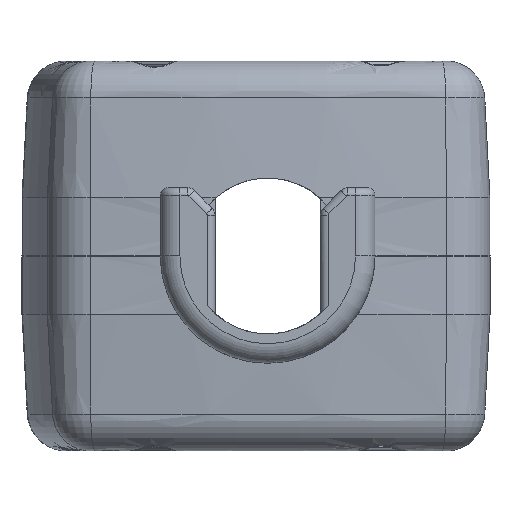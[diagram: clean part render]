
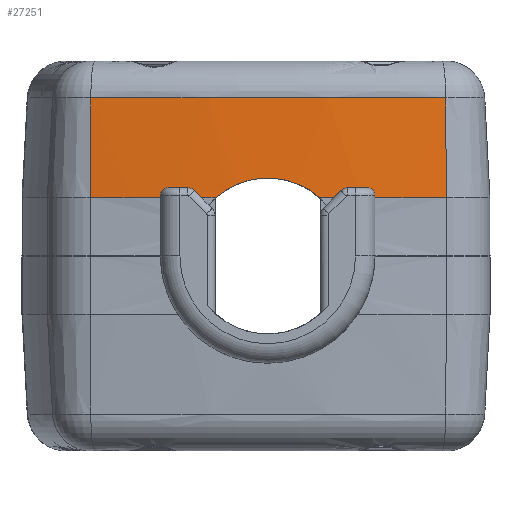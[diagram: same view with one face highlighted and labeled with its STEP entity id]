
A CAD part, left-side view. The second image highlights one B-rep face of the part: STEP entity #27251.
In plain terms, the highlighted conical face has half-angle 3 degrees and reference radius 90 mm.
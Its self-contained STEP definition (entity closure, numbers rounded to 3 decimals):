
#68=CONICAL_SURFACE('',#28955,90.,0.052);
#787=CIRCLE('',#28815,89.732);
#845=CIRCLE('',#28946,90.);
#850=CIRCLE('',#28956,90.);
#2885=LINE('',#44887,#5817);
#3033=LINE('',#45499,#5965);
#5817=VECTOR('',#33362,1000.);
#5965=VECTOR('',#33788,1000.);
#11760=ORIENTED_EDGE('',*,*,#17343,.T.);
#11761=ORIENTED_EDGE('',*,*,#17542,.T.);
#11762=ORIENTED_EDGE('',*,*,#17557,.T.);
#11763=ORIENTED_EDGE('',*,*,#17558,.F.);
#11764=ORIENTED_EDGE('',*,*,#17559,.T.);
#11765=ORIENTED_EDGE('',*,*,#17341,.F.);
#17341=EDGE_CURVE('',#20295,#20653,#787,.T.);
#17343=EDGE_CURVE('',#20295,#20655,#2885,.T.);
#17542=EDGE_CURVE('',#20655,#20776,#845,.T.);
#17557=EDGE_CURVE('',#20776,#20786,#22056,.T.);
#17558=EDGE_CURVE('',#20787,#20786,#850,.T.);
#17559=EDGE_CURVE('',#20787,#20653,#3033,.T.);
#20295=VERTEX_POINT('',#42140);
#20653=VERTEX_POINT('',#44879);
#20655=VERTEX_POINT('',#44886);
#20776=VERTEX_POINT('',#45459);
#20786=VERTEX_POINT('',#45496);
#20787=VERTEX_POINT('',#45498);
#22056=B_SPLINE_CURVE_WITH_KNOTS('',3,(#45491,#45492,#45493,#45494,#45495),
 .UNSPECIFIED.,.F.,.F.,(4,1,4),(0.,0.003,
0.006),.UNSPECIFIED.);
#23240=EDGE_LOOP('',(#11760,#11761,#11762,#11763,#11764,#11765));
#24788=FACE_BOUND('',#23240,.T.);
#27251=ADVANCED_FACE('',(#24788),#68,.T.);
#28815=AXIS2_PLACEMENT_3D('',#44883,#33356,#33357);
#28946=AXIS2_PLACEMENT_3D('',#45458,#33757,#33758);
#28955=AXIS2_PLACEMENT_3D('',#45490,#33784,#33785);
#28956=AXIS2_PLACEMENT_3D('',#45497,#33786,#33787);
#33356=DIRECTION('',(0.,0.,1.));
#33357=DIRECTION('',(0.,1.,0.));
#33362=DIRECTION('',(-0.052,0.005,-0.999));
#33757=DIRECTION('',(0.,0.,1.));
#33758=DIRECTION('',(0.,1.,0.));
#33784=DIRECTION('',(0.,0.,-1.));
#33785=DIRECTION('',(0.,1.,0.));
#33786=DIRECTION('',(0.,0.,-1.));
#33787=DIRECTION('',(0.,-1.,0.));
#33788=DIRECTION('',(0.052,0.005,0.999));
#42140=CARTESIAN_POINT('',(-17.283,21.97,8.105));
#44879=CARTESIAN_POINT('',(-17.257,3.77,8.105));
#44883=CARTESIAN_POINT('',(72.,13.,8.105));
#44886=CARTESIAN_POINT('',(-17.549,21.997,3.));
#44887=CARTESIAN_POINT('',(-17.549,21.997,3.));
#45458=CARTESIAN_POINT('',(72.,13.,3.));
#45459=CARTESIAN_POINT('',(-17.964,15.546,3.));
#45490=CARTESIAN_POINT('',(72.,13.,3.));
#45491=CARTESIAN_POINT('',(-17.964,15.546,3.));
#45492=CARTESIAN_POINT('',(-17.951,14.817,3.643));
#45493=CARTESIAN_POINT('',(-17.946,12.901,4.357));
#45494=CARTESIAN_POINT('',(-17.947,10.983,3.643));
#45495=CARTESIAN_POINT('',(-17.958,10.254,3.));
#45496=CARTESIAN_POINT('',(-17.958,10.254,3.));
#45497=CARTESIAN_POINT('',(72.,13.,3.));
#45498=CARTESIAN_POINT('',(-17.523,3.743,3.));
#45499=CARTESIAN_POINT('',(-17.523,3.743,3.));
